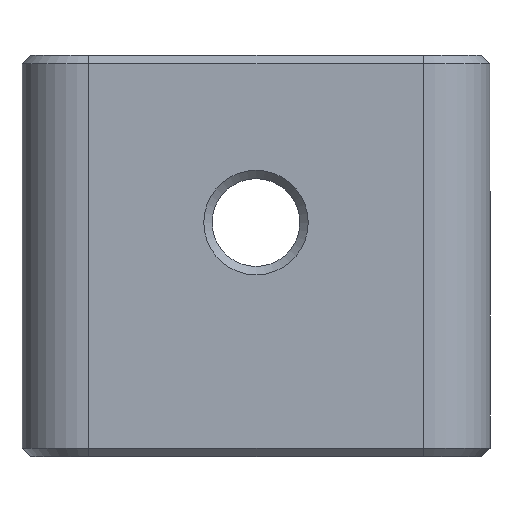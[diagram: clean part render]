
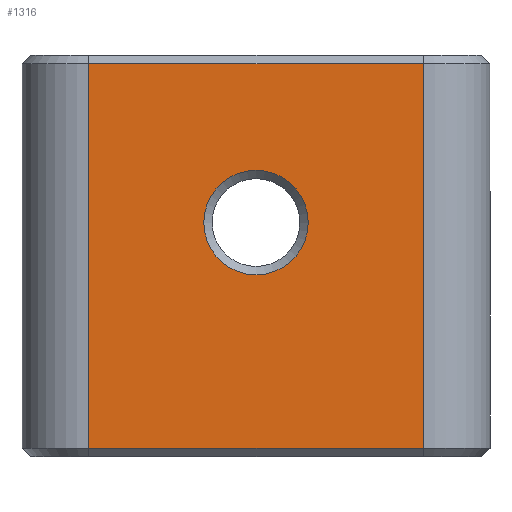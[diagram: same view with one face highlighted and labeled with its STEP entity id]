
A CAD part, left-side view. The second image highlights one B-rep face of the part: STEP entity #1316.
In plain terms, the highlighted planar face has unit normal (-1, 0, 0).
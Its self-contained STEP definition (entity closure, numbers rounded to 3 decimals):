
#52=FACE_BOUND('',#226,.T.);
#66=CIRCLE('',#1418,3.125);
#143=FACE_OUTER_BOUND('',#225,.T.);
#225=EDGE_LOOP('',(#906,#907,#908,#909));
#226=EDGE_LOOP('',(#910));
#320=LINE('',#2003,#443);
#321=LINE('',#2005,#444);
#322=LINE('',#2007,#445);
#323=LINE('',#2008,#446);
#443=VECTOR('',#1593,10.);
#444=VECTOR('',#1594,10.);
#445=VECTOR('',#1595,10.);
#446=VECTOR('',#1596,10.);
#578=VERTEX_POINT('',#1991);
#581=VERTEX_POINT('',#2001);
#582=VERTEX_POINT('',#2002);
#583=VERTEX_POINT('',#2004);
#584=VERTEX_POINT('',#2006);
#698=EDGE_CURVE('',#578,#578,#66,.T.);
#703=EDGE_CURVE('',#581,#582,#320,.T.);
#704=EDGE_CURVE('',#583,#581,#321,.T.);
#705=EDGE_CURVE('',#584,#583,#322,.T.);
#706=EDGE_CURVE('',#582,#584,#323,.T.);
#906=ORIENTED_EDGE('',*,*,#703,.F.);
#907=ORIENTED_EDGE('',*,*,#704,.F.);
#908=ORIENTED_EDGE('',*,*,#705,.F.);
#909=ORIENTED_EDGE('',*,*,#706,.F.);
#910=ORIENTED_EDGE('',*,*,#698,.F.);
#1277=PLANE('',#1422);
#1316=ADVANCED_FACE('',(#143,#52),#1277,.T.);
#1418=AXIS2_PLACEMENT_3D('',#1992,#1581,#1582);
#1422=AXIS2_PLACEMENT_3D('',#2000,#1591,#1592);
#1581=DIRECTION('center_axis',(-1.,0.,0.));
#1582=DIRECTION('ref_axis',(0.,1.,0.));
#1591=DIRECTION('center_axis',(-1.,0.,0.));
#1592=DIRECTION('ref_axis',(0.,-1.,0.));
#1593=DIRECTION('',(0.,-1.,0.));
#1594=DIRECTION('',(0.,0.,1.));
#1595=DIRECTION('',(0.,1.,0.));
#1596=DIRECTION('',(0.,0.,-1.));
#1991=CARTESIAN_POINT('',(-4.,6.875,14.));
#1992=CARTESIAN_POINT('Origin',(-4.,10.,14.));
#2000=CARTESIAN_POINT('Origin',(-4.,24.,0.));
#2001=CARTESIAN_POINT('',(-4.,20.,23.5));
#2002=CARTESIAN_POINT('',(-4.,0.,23.5));
#2003=CARTESIAN_POINT('',(-4.,17.,23.5));
#2004=CARTESIAN_POINT('',(-4.,20.,0.5));
#2005=CARTESIAN_POINT('',(-4.,20.,0.));
#2006=CARTESIAN_POINT('',(-4.,0.,0.5));
#2007=CARTESIAN_POINT('',(-4.,17.,0.5));
#2008=CARTESIAN_POINT('',(-4.,0.,0.));
